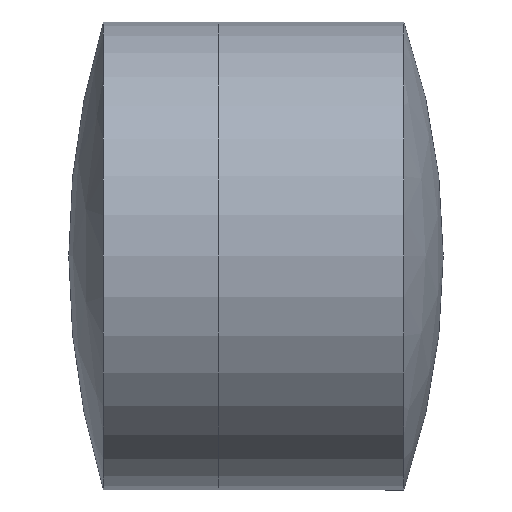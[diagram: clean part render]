
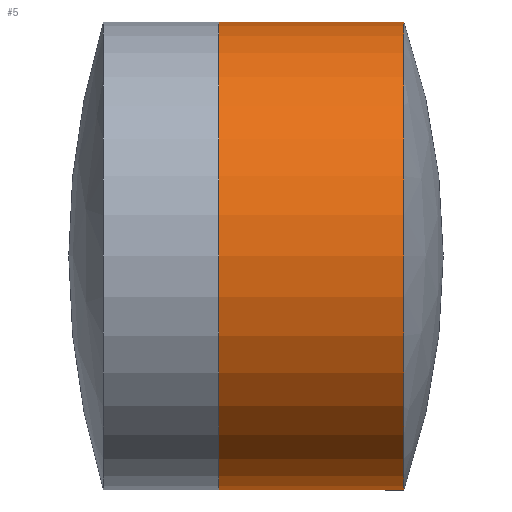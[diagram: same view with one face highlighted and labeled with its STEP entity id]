
A CAD part, front view. The second image highlights one B-rep face of the part: STEP entity #5.
In plain terms, the highlighted cylindrical face has radius 3 mm (diameter 6 mm), a partial arc.
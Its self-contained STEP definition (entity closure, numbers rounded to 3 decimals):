
#5 = ADVANCED_FACE ( 'NONE', ( #171 ), #339, .T. ) ;
#17 = DIRECTION ( 'NONE',  ( -1., 0., 0. ) ) ;
#34 = EDGE_CURVE ( 'NONE', #221, #222, #84, .T. ) ;
#35 = CARTESIAN_POINT ( 'NONE',  ( -0.552, 0., 0. ) ) ;
#42 = EDGE_CURVE ( 'NONE', #105, #222, #81, .T. ) ;
#44 = DIRECTION ( 'NONE',  ( 0., 0., 1. ) ) ;
#45 = VERTEX_POINT ( 'NONE', #281 ) ;
#81 = LINE ( 'NONE', #124, #95 ) ;
#84 = CIRCLE ( 'NONE', #346, 3. ) ;
#95 = VECTOR ( 'NONE', #278, 1000. ) ;
#105 = VERTEX_POINT ( 'NONE', #225 ) ;
#109 = DIRECTION ( 'NONE',  ( -1., 0., 0. ) ) ;
#124 = CARTESIAN_POINT ( 'NONE',  ( -0.552, 0., 3. ) ) ;
#136 = CARTESIAN_POINT ( 'NONE',  ( 1.831, 0., 3. ) ) ;
#162 = DIRECTION ( 'NONE',  ( 0., 0., 1. ) ) ;
#166 = ORIENTED_EDGE ( 'NONE', *, *, #321, .T. ) ;
#171 = FACE_OUTER_BOUND ( 'NONE', #182, .T. ) ;
#182 = EDGE_LOOP ( 'NONE', ( #233, #166, #206, #320 ) ) ;
#191 = AXIS2_PLACEMENT_3D ( 'NONE', #201, #17, #44 ) ;
#199 = DIRECTION ( 'NONE',  ( 0., 0., 1. ) ) ;
#201 = CARTESIAN_POINT ( 'NONE',  ( 4.207, 0., 0. ) ) ;
#206 = ORIENTED_EDGE ( 'NONE', *, *, #42, .T. ) ;
#215 = CIRCLE ( 'NONE', #191, 3. ) ;
#221 = VERTEX_POINT ( 'NONE', #288 ) ;
#222 = VERTEX_POINT ( 'NONE', #136 ) ;
#225 = CARTESIAN_POINT ( 'NONE',  ( 4.207, 0., 3. ) ) ;
#231 = CARTESIAN_POINT ( 'NONE',  ( -0.552, 0., -3. ) ) ;
#233 = ORIENTED_EDGE ( 'NONE', *, *, #251, .F. ) ;
#251 = EDGE_CURVE ( 'NONE', #45, #221, #298, .T. ) ;
#272 = DIRECTION ( 'NONE',  ( -1., 0., 0. ) ) ;
#278 = DIRECTION ( 'NONE',  ( -1., 0., 0. ) ) ;
#281 = CARTESIAN_POINT ( 'NONE',  ( 4.207, 0., -3. ) ) ;
#288 = CARTESIAN_POINT ( 'NONE',  ( 1.831, 0., -3. ) ) ;
#298 = LINE ( 'NONE', #231, #319 ) ;
#307 = CARTESIAN_POINT ( 'NONE',  ( 1.831, 0., 0. ) ) ;
#319 = VECTOR ( 'NONE', #342, 1000. ) ;
#320 = ORIENTED_EDGE ( 'NONE', *, *, #34, .F. ) ;
#321 = EDGE_CURVE ( 'NONE', #45, #105, #215, .T. ) ;
#338 = AXIS2_PLACEMENT_3D ( 'NONE', #35, #272, #199 ) ;
#339 = CYLINDRICAL_SURFACE ( 'NONE', #338, 3. ) ;
#342 = DIRECTION ( 'NONE',  ( -1., 0., 0. ) ) ;
#346 = AXIS2_PLACEMENT_3D ( 'NONE', #307, #109, #162 ) ;
